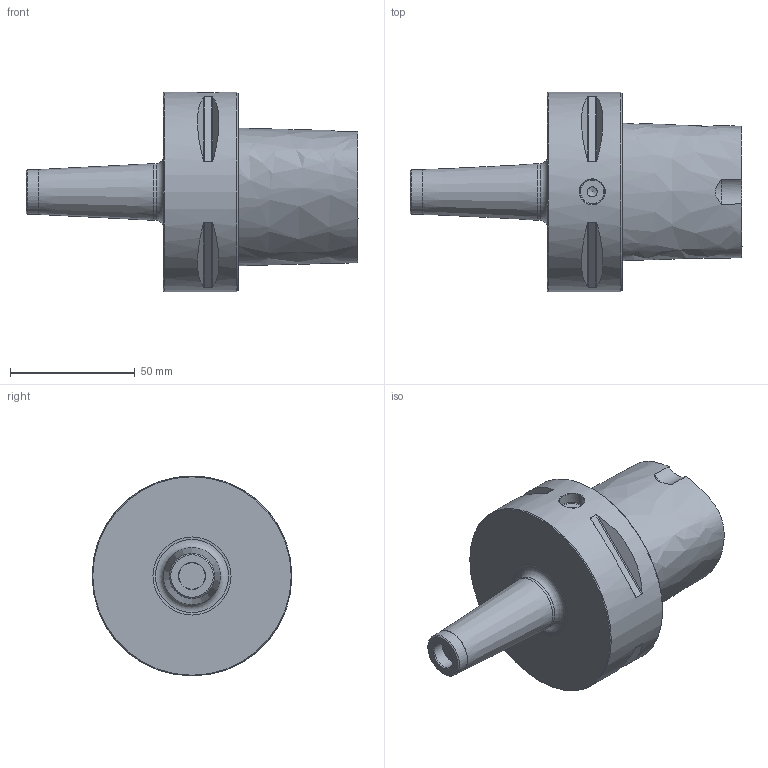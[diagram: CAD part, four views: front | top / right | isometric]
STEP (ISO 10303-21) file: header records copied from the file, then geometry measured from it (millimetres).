
FILE_DESCRIPTION(/* description */ (''),/* implementation_level */ '2;1');
FILE_NAME(/* name */ 'AC8-MM-10-085.stp',/* time_stamp */ '2024-12-18T11:53:51+03:00',/* author */ (''),/* organization */ (''),/* preprocessor_version */ 'ST-DEVELOPER v19.4',/* originating_system */ 'SIEMENS PLM Software NX2306.3001',/* authorisation */ '');
FILE_SCHEMA (('AUTOMOTIVE_DESIGN { 1 0 10303 214 3 1 1 1 }'));
Length unit declared in the file: millimetre
Products named in the file (1): AC8-MM-10-085-light_objects
Bounding box: 133 x 80 x 80 mm (x, y, z)
Volume: 273315.5 mm3; surface area: 29546.1 mm2
Topology: 1 solids, 1 shells, 46 faces, 102 edges, 65 vertices
Faces by surface type: plane 18, cylinder 15, cone 8, torus 3, bspline 2
Full cylindrical faces by diameter (mm): 4 x1, 10 x1, 10.5 x1, 18 x1, 22.7 x1, 80 x1
Entity records: 2074 total; most frequent: CARTESIAN_POINT 1158, DIRECTION 174, ORIENTED_EDGE 152, EDGE_CURVE 76, AXIS2_PLACEMENT_3D 75, EDGE_LOOP 72, VERTEX_POINT 59, FACE_BOUND 49
